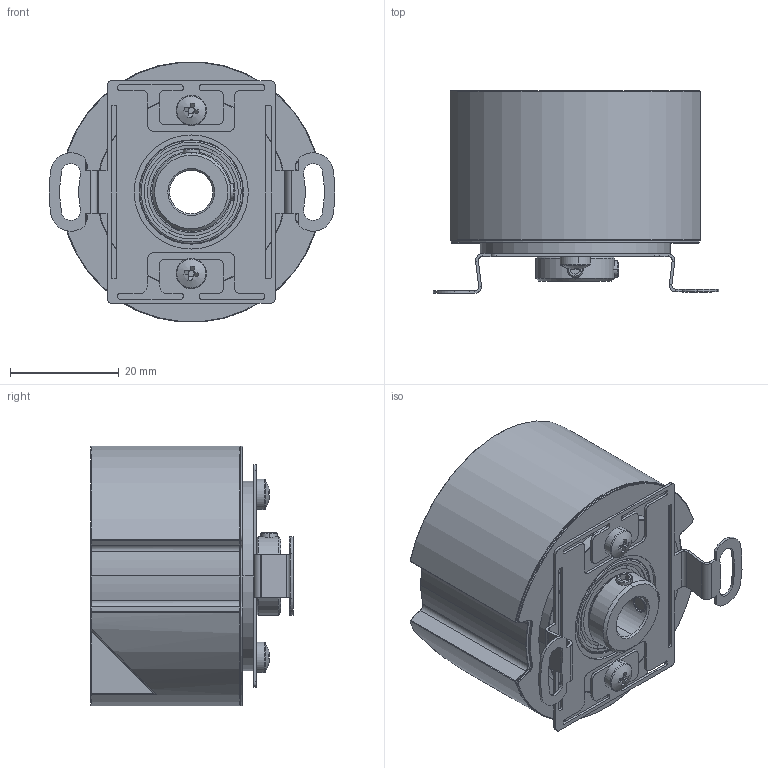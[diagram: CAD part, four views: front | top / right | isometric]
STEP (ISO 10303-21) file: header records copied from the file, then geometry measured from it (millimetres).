
FILE_DESCRIPTION (( 'STEP AP214' ), '1' );
FILE_NAME ('PEH82x3x_3D.STEP', '2017-10-10T07:55:55', ( '' ), ( '' ), 'SwSTEP 2.0', 'SolidWorks 2017', '' );
FILE_SCHEMA (( 'AUTOMOTIVE_DESIGN' ));
Length unit declared in the file: millimetre
Products named in the file (2): PEH82x3x_3D
Bounding box: 52.6 x 37.25 x 47.83 mm (x, y, z)
Surface area: 12506.8 mm2 (no closed solid volume)
Topology: 0 solids, 10 shells, 399 faces, 1096 edges, 707 vertices
Faces by surface type: plane 154, cylinder 138, cone 96, bspline 7, torus 4
Entity records: 17533 total; most frequent: CARTESIAN_POINT 2853, DIRECTION 2246, ORIENTED_EDGE 2031, EDGE_CURVE 1096, AXIS2_PLACEMENT_3D 832, VERTEX_POINT 707, VECTOR 582, LINE 582
